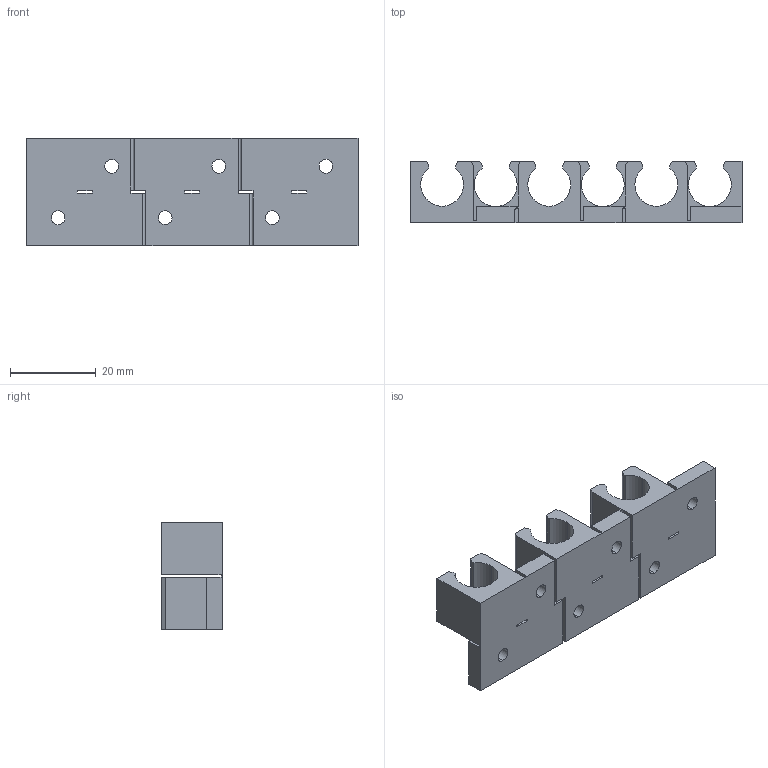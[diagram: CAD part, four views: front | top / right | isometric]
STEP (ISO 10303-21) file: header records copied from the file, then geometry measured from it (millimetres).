
FILE_DESCRIPTION (( 'STEP AP214' ), '1' );
FILE_NAME ('TM-10.step.step', '2010-12-10T10:57:57', ( 'sysAdmin' ), ( 'SolidWorks' ), 'SwSTEP 2.0', 'SolidWorks 2011', '' );
FILE_SCHEMA (( 'AUTOMOTIVE_DESIGN' ));
Length unit declared in the file: millimetre
Products named in the file (2): TM-10.step_TM3083 Holder_10; TM-10.step
Assembly tree (1 placements, depth 2):
  TM-10.step
    TM-10.step_TM3083 Holder_10
Bounding box: 77.5 x 14.3 x 25 mm (x, y, z)
Volume: 11683.6 mm3; surface area: 9872.1 mm2
Topology: 1 solids, 1 shells, 149 faces, 450 edges, 296 vertices
Faces by surface type: plane 97, cylinder 40, cone 12
Entity records: 5130 total; most frequent: ORIENTED_EDGE 900, CARTESIAN_POINT 899, DIRECTION 848, EDGE_CURVE 450, VECTOR 358, LINE 358, VERTEX_POINT 296, AXIS2_PLACEMENT_3D 245
